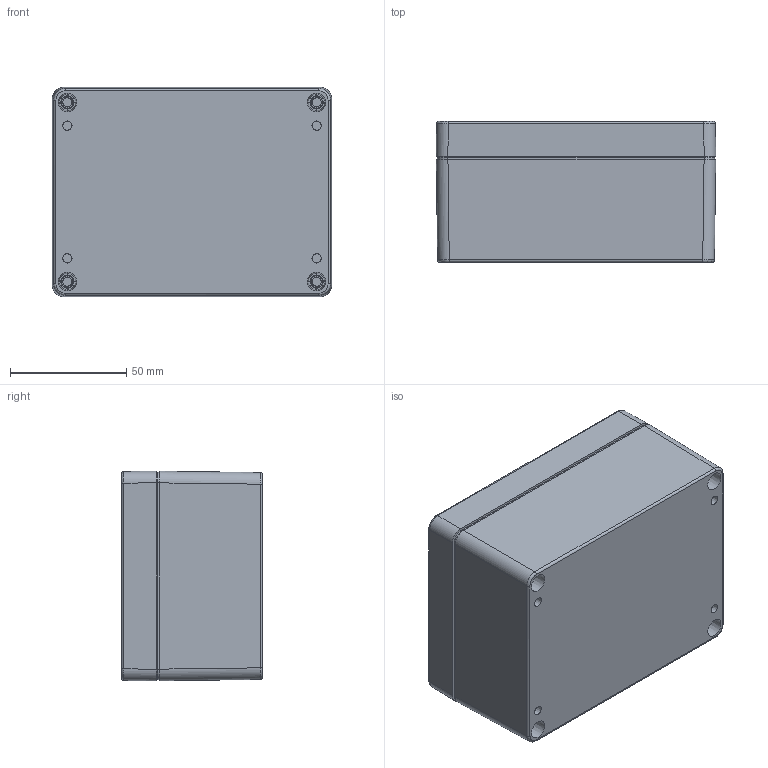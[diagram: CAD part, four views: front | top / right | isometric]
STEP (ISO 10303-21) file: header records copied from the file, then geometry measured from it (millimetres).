
FILE_DESCRIPTION (( 'STEP AP214' ), '1' );
FILE_NAME ('1554F2GY.STEP', '2020-11-06T20:35:09', ( '' ), ( '' ), 'SwSTEP 2.0', 'SolidWorks 2019', '' );
FILE_SCHEMA (( 'AUTOMOTIVE_DESIGN' ));
Length unit declared in the file: inch
Products named in the file (1): 1554F2GY
Bounding box: 120 x 60.5 x 90 mm (x, y, z)
Volume: 152613.3 mm3; surface area: 113102.2 mm2
Topology: 15 solids, 15 shells, 1384 faces, 3594 edges, 2326 vertices
Faces by surface type: bspline 424, plane 402, cylinder 352, cone 206
Full cylindrical faces by diameter (mm): 2 x8, 2.464 x4, 3.251 x4, 3.43 x4, 3.5 x4, 3.81 x12, 3.88 x4, 3.912 x4, 5.334 x4, 5.537 x8, 6.35 x8, 8.5 x4
Entity records: 52716 total; most frequent: CARTESIAN_POINT 21691, ORIENTED_EDGE 6808, DIRECTION 5479, EDGE_CURVE 3404, VERTEX_POINT 2278, AXIS2_PLACEMENT_3D 1945, EDGE_LOOP 1654, VECTOR 1589
